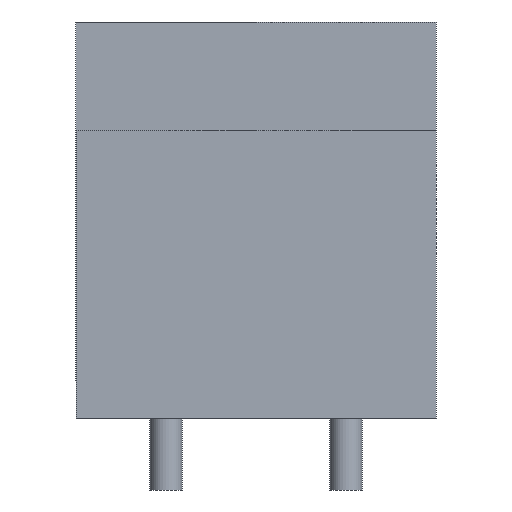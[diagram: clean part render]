
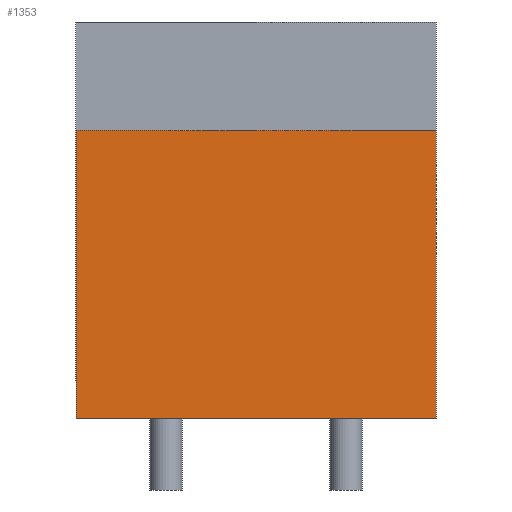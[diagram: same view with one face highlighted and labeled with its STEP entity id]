
A CAD part, front view. The second image highlights one B-rep face of the part: STEP entity #1353.
In plain terms, the highlighted planar face has unit normal (0, -1, 0).
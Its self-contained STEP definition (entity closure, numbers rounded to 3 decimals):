
#1353 = ADVANCED_FACE ( 'NONE', ( #4097 ), #4139, .F. ) ;
#1354 = EDGE_LOOP ( 'NONE', ( #1355, #1358, #1361, #1416 ) ) ;
#1355 = ORIENTED_EDGE ( 'NONE', *, *, #1356, .F. ) ;
#1356 = EDGE_CURVE ( 'NONE', #1357, #1446, #4134, .T. ) ;
#1357 = VERTEX_POINT ( 'NONE', #4130 ) ;
#1358 = ORIENTED_EDGE ( 'NONE', *, *, #1359, .F. ) ;
#1359 = EDGE_CURVE ( 'NONE', #1360, #1357, #4129, .T. ) ;
#1360 = VERTEX_POINT ( 'NONE', #4125 ) ;
#1361 = ORIENTED_EDGE ( 'NONE', *, *, #1415, .T. ) ;
#1415 = EDGE_CURVE ( 'NONE', #1360, #1440, #4306, .T. ) ;
#1416 = ORIENTED_EDGE ( 'NONE', *, *, #1448, .T. ) ;
#1440 = VERTEX_POINT ( 'NONE', #4391 ) ;
#1446 = VERTEX_POINT ( 'NONE', #4441 ) ;
#1448 = EDGE_CURVE ( 'NONE', #1440, #1446, #4440, .T. ) ;
#4097 = FACE_OUTER_BOUND ( 'NONE', #1354, .T. ) ;
#4125 = CARTESIAN_POINT ( 'NONE',  ( -2.5, -5.5, 8. ) ) ;
#4126 = DIRECTION ( 'NONE',  ( 1., 0., 0. ) ) ;
#4127 = VECTOR ( 'NONE', #4126, 1000. ) ;
#4128 = CARTESIAN_POINT ( 'NONE',  ( -2.5, -5.5, 8. ) ) ;
#4129 = LINE ( 'NONE', #4128, #4127 ) ;
#4130 = CARTESIAN_POINT ( 'NONE',  ( 7.5, -5.5, 8. ) ) ;
#4131 = DIRECTION ( 'NONE',  ( 0., 0., -1. ) ) ;
#4132 = VECTOR ( 'NONE', #4131, 1000. ) ;
#4133 = CARTESIAN_POINT ( 'NONE',  ( 7.5, -5.5, 11. ) ) ;
#4134 = LINE ( 'NONE', #4133, #4132 ) ;
#4135 = DIRECTION ( 'NONE',  ( -1., 0., 0. ) ) ;
#4136 = DIRECTION ( 'NONE',  ( 0., 1., 0. ) ) ;
#4137 = CARTESIAN_POINT ( 'NONE',  ( -2.5, -5.5, 11. ) ) ;
#4138 = AXIS2_PLACEMENT_3D ( 'NONE', #4137, #4136, #4135 ) ;
#4139 = PLANE ( 'NONE',  #4138 ) ;
#4303 = DIRECTION ( 'NONE',  ( 0., 0., -1. ) ) ;
#4304 = VECTOR ( 'NONE', #4303, 1000. ) ;
#4305 = CARTESIAN_POINT ( 'NONE',  ( -2.5, -5.5, 11. ) ) ;
#4306 = LINE ( 'NONE', #4305, #4304 ) ;
#4391 = CARTESIAN_POINT ( 'NONE',  ( -2.5, -5.5, 0. ) ) ;
#4437 = DIRECTION ( 'NONE',  ( 1., 0., 0. ) ) ;
#4438 = VECTOR ( 'NONE', #4437, 1000. ) ;
#4439 = CARTESIAN_POINT ( 'NONE',  ( -2.5, -5.5, 0. ) ) ;
#4440 = LINE ( 'NONE', #4439, #4438 ) ;
#4441 = CARTESIAN_POINT ( 'NONE',  ( 7.5, -5.5, 0. ) ) ;
